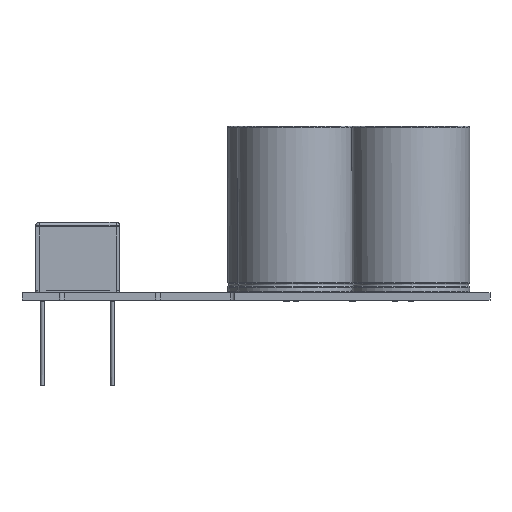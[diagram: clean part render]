
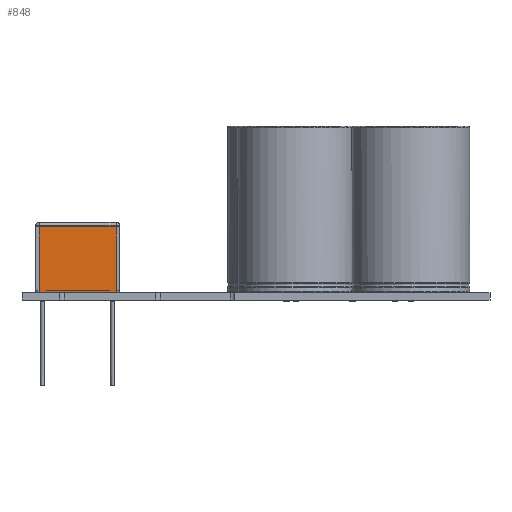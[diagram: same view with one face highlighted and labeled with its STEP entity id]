
A CAD part, left-side view. The second image highlights one B-rep face of the part: STEP entity #848.
In plain terms, the highlighted free-form (B-spline) face has degree [1, 1] with [2, 2] control points.
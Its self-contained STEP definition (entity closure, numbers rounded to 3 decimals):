
#126 = B_SPLINE_SURFACE_WITH_KNOTS('',1,1,(
    (#127,#128)
    ,(#129,#130
  )),.UNSPECIFIED.,.F.,.F.,.F.,(2,2),(2,2),(0.,18.),(0.,8.),
  .PIECEWISE_BEZIER_KNOTS.);
#127 = CARTESIAN_POINT('',(-1.5,-4.,0.));
#128 = CARTESIAN_POINT('',(-1.5,4.,0.));
#129 = CARTESIAN_POINT('',(16.5,-4.,0.));
#130 = CARTESIAN_POINT('',(16.5,4.,0.));
#151 = ( BOUNDED_SURFACE() B_SPLINE_SURFACE(2,1,(
    (#152,#153)
    ,(#154,#155)
,(#156,#157
    )),.UNSPECIFIED.,.F.,.F.,.F.) B_SPLINE_SURFACE_WITH_KNOTS((3,3),(2,2
    ),(4.712,6.283),(0.,14.2),
.PIECEWISE_BEZIER_KNOTS.) GEOMETRIC_REPRESENTATION_ITEM() 
RATIONAL_B_SPLINE_SURFACE((
    (1.,1.)
    ,(0.707,0.707)
,(1.,1.))) REPRESENTATION_ITEM('') SURFACE() );
#152 = CARTESIAN_POINT('',(-0.7,4.,0.));
#153 = CARTESIAN_POINT('',(-0.7,4.,14.2));
#154 = CARTESIAN_POINT('',(-1.5,4.,0.));
#155 = CARTESIAN_POINT('',(-1.5,4.,14.2));
#156 = CARTESIAN_POINT('',(-1.5,3.2,0.));
#157 = CARTESIAN_POINT('',(-1.5,3.2,14.2));
#440 = VERTEX_POINT('',#441);
#441 = CARTESIAN_POINT('',(15.7,4.,0.));
#455 = ( BOUNDED_SURFACE() B_SPLINE_SURFACE(2,1,(
    (#456,#457)
    ,(#458,#459)
,(#460,#461
    )),.UNSPECIFIED.,.F.,.F.,.F.) B_SPLINE_SURFACE_WITH_KNOTS((3,3),(2,2
    ),(0.,1.571),(0.,14.2),.PIECEWISE_BEZIER_KNOTS.) 
GEOMETRIC_REPRESENTATION_ITEM() RATIONAL_B_SPLINE_SURFACE((
    (1.,1.)
    ,(0.707,0.707)
,(1.,1.))) REPRESENTATION_ITEM('') SURFACE() );
#456 = CARTESIAN_POINT('',(16.5,3.2,0.));
#457 = CARTESIAN_POINT('',(16.5,3.2,14.2));
#458 = CARTESIAN_POINT('',(16.5,4.,0.));
#459 = CARTESIAN_POINT('',(16.5,4.,14.2));
#460 = CARTESIAN_POINT('',(15.7,4.,0.));
#461 = CARTESIAN_POINT('',(15.7,4.,14.2));
#469 = EDGE_CURVE('',#470,#440,#472,.T.);
#470 = VERTEX_POINT('',#471);
#471 = CARTESIAN_POINT('',(-0.7,4.,0.));
#472 = SURFACE_CURVE('',#473,(#476,#482),.PCURVE_S1.);
#473 = B_SPLINE_CURVE_WITH_KNOTS('',1,(#474,#475),.UNSPECIFIED.,.F.,.F.,
  (2,2),(0.8,17.2),.PIECEWISE_BEZIER_KNOTS.);
#474 = CARTESIAN_POINT('',(-0.7,4.,0.));
#475 = CARTESIAN_POINT('',(15.7,4.,0.));
#476 = PCURVE('',#126,#477);
#477 = DEFINITIONAL_REPRESENTATION('',(#478),#481);
#478 = B_SPLINE_CURVE_WITH_KNOTS('',1,(#479,#480),.UNSPECIFIED.,.F.,.F.,
  (2,2),(0.8,17.2),.PIECEWISE_BEZIER_KNOTS.);
#479 = CARTESIAN_POINT('',(0.8,8.));
#480 = CARTESIAN_POINT('',(17.2,8.));
#481 = ( GEOMETRIC_REPRESENTATION_CONTEXT(2) 
PARAMETRIC_REPRESENTATION_CONTEXT() REPRESENTATION_CONTEXT('2D SPACE',''
  ) );
#482 = PCURVE('',#483,#488);
#483 = B_SPLINE_SURFACE_WITH_KNOTS('',1,1,(
    (#484,#485)
    ,(#486,#487
    )),.UNSPECIFIED.,.F.,.F.,.F.,(2,2),(2,2),(0.,14.2),(0.8,17.2),
  .PIECEWISE_BEZIER_KNOTS.);
#484 = CARTESIAN_POINT('',(-0.7,4.,0.));
#485 = CARTESIAN_POINT('',(15.7,4.,0.));
#486 = CARTESIAN_POINT('',(-0.7,4.,14.2));
#487 = CARTESIAN_POINT('',(15.7,4.,14.2));
#488 = DEFINITIONAL_REPRESENTATION('',(#489),#492);
#489 = B_SPLINE_CURVE_WITH_KNOTS('',1,(#490,#491),.UNSPECIFIED.,.F.,.F.,
  (2,2),(0.8,17.2),.PIECEWISE_BEZIER_KNOTS.);
#490 = CARTESIAN_POINT('',(0.,0.8));
#491 = CARTESIAN_POINT('',(0.,17.2));
#492 = ( GEOMETRIC_REPRESENTATION_CONTEXT(2) 
PARAMETRIC_REPRESENTATION_CONTEXT() REPRESENTATION_CONTEXT('2D SPACE',''
  ) );
#623 = VERTEX_POINT('',#624);
#624 = CARTESIAN_POINT('',(-0.7,4.,14.2));
#645 = EDGE_CURVE('',#470,#623,#646,.T.);
#646 = SURFACE_CURVE('',#647,(#650,#657),.PCURVE_S1.);
#647 = B_SPLINE_CURVE_WITH_KNOTS('',1,(#648,#649),.UNSPECIFIED.,.F.,.F.,
  (2,2),(0.,14.2),.PIECEWISE_BEZIER_KNOTS.);
#648 = CARTESIAN_POINT('',(-0.7,4.,0.));
#649 = CARTESIAN_POINT('',(-0.7,4.,14.2));
#650 = PCURVE('',#151,#651);
#651 = DEFINITIONAL_REPRESENTATION('',(#652),#656);
#652 = B_SPLINE_CURVE_WITH_KNOTS('',2,(#653,#654,#655),.UNSPECIFIED.,.F.
  ,.F.,(3,3),(0.,14.2),.PIECEWISE_BEZIER_KNOTS.);
#653 = CARTESIAN_POINT('',(4.712,0.));
#654 = CARTESIAN_POINT('',(4.712,7.1));
#655 = CARTESIAN_POINT('',(4.712,14.2));
#656 = ( GEOMETRIC_REPRESENTATION_CONTEXT(2) 
PARAMETRIC_REPRESENTATION_CONTEXT() REPRESENTATION_CONTEXT('2D SPACE',''
  ) );
#657 = PCURVE('',#483,#658);
#658 = DEFINITIONAL_REPRESENTATION('',(#659),#662);
#659 = B_SPLINE_CURVE_WITH_KNOTS('',1,(#660,#661),.UNSPECIFIED.,.F.,.F.,
  (2,2),(0.,14.2),.PIECEWISE_BEZIER_KNOTS.);
#660 = CARTESIAN_POINT('',(0.,0.8));
#661 = CARTESIAN_POINT('',(14.2,0.8));
#662 = ( GEOMETRIC_REPRESENTATION_CONTEXT(2) 
PARAMETRIC_REPRESENTATION_CONTEXT() REPRESENTATION_CONTEXT('2D SPACE',''
  ) );
#763 = ( BOUNDED_SURFACE() B_SPLINE_SURFACE(2,1,(
    (#764,#765)
    ,(#766,#767)
,(#768,#769
    )),.UNSPECIFIED.,.F.,.F.,.F.) B_SPLINE_SURFACE_WITH_KNOTS((3,3),(2,2
    ),(0.,1.571),(0.,16.4),.PIECEWISE_BEZIER_KNOTS.) 
GEOMETRIC_REPRESENTATION_ITEM() RATIONAL_B_SPLINE_SURFACE((
    (1.,1.)
    ,(0.707,0.707)
,(1.,1.))) REPRESENTATION_ITEM('') SURFACE() );
#764 = CARTESIAN_POINT('',(15.7,3.2,15.));
#765 = CARTESIAN_POINT('',(-0.7,3.2,15.));
#766 = CARTESIAN_POINT('',(15.7,4.,15.));
#767 = CARTESIAN_POINT('',(-0.7,4.,15.));
#768 = CARTESIAN_POINT('',(15.7,4.,14.2));
#769 = CARTESIAN_POINT('',(-0.7,4.,14.2));
#848 = ADVANCED_FACE('',(#849),#483,.T.);
#849 = FACE_BOUND('',#850,.T.);
#850 = EDGE_LOOP('',(#851,#852,#873,#892));
#851 = ORIENTED_EDGE('',*,*,#645,.T.);
#852 = ORIENTED_EDGE('',*,*,#853,.F.);
#853 = EDGE_CURVE('',#854,#623,#856,.T.);
#854 = VERTEX_POINT('',#855);
#855 = CARTESIAN_POINT('',(15.7,4.,14.2));
#856 = SURFACE_CURVE('',#857,(#860,#866),.PCURVE_S1.);
#857 = B_SPLINE_CURVE_WITH_KNOTS('',1,(#858,#859),.UNSPECIFIED.,.F.,.F.,
  (2,2),(-0.,16.4),.PIECEWISE_BEZIER_KNOTS.);
#858 = CARTESIAN_POINT('',(15.7,4.,14.2));
#859 = CARTESIAN_POINT('',(-0.7,4.,14.2));
#860 = PCURVE('',#483,#861);
#861 = DEFINITIONAL_REPRESENTATION('',(#862),#865);
#862 = B_SPLINE_CURVE_WITH_KNOTS('',1,(#863,#864),.UNSPECIFIED.,.F.,.F.,
  (2,2),(-0.,16.4),.PIECEWISE_BEZIER_KNOTS.);
#863 = CARTESIAN_POINT('',(14.2,17.2));
#864 = CARTESIAN_POINT('',(14.2,0.8));
#865 = ( GEOMETRIC_REPRESENTATION_CONTEXT(2) 
PARAMETRIC_REPRESENTATION_CONTEXT() REPRESENTATION_CONTEXT('2D SPACE',''
  ) );
#866 = PCURVE('',#763,#867);
#867 = DEFINITIONAL_REPRESENTATION('',(#868),#872);
#868 = B_SPLINE_CURVE_WITH_KNOTS('',2,(#869,#870,#871),.UNSPECIFIED.,.F.
  ,.F.,(3,3),(-0.,16.4),.PIECEWISE_BEZIER_KNOTS.);
#869 = CARTESIAN_POINT('',(1.571,0.));
#870 = CARTESIAN_POINT('',(1.571,8.2));
#871 = CARTESIAN_POINT('',(1.571,16.4));
#872 = ( GEOMETRIC_REPRESENTATION_CONTEXT(2) 
PARAMETRIC_REPRESENTATION_CONTEXT() REPRESENTATION_CONTEXT('2D SPACE',''
  ) );
#873 = ORIENTED_EDGE('',*,*,#874,.F.);
#874 = EDGE_CURVE('',#440,#854,#875,.T.);
#875 = SURFACE_CURVE('',#876,(#879,#885),.PCURVE_S1.);
#876 = B_SPLINE_CURVE_WITH_KNOTS('',1,(#877,#878),.UNSPECIFIED.,.F.,.F.,
  (2,2),(0.,14.2),.PIECEWISE_BEZIER_KNOTS.);
#877 = CARTESIAN_POINT('',(15.7,4.,0.));
#878 = CARTESIAN_POINT('',(15.7,4.,14.2));
#879 = PCURVE('',#483,#880);
#880 = DEFINITIONAL_REPRESENTATION('',(#881),#884);
#881 = B_SPLINE_CURVE_WITH_KNOTS('',1,(#882,#883),.UNSPECIFIED.,.F.,.F.,
  (2,2),(0.,14.2),.PIECEWISE_BEZIER_KNOTS.);
#882 = CARTESIAN_POINT('',(0.,17.2));
#883 = CARTESIAN_POINT('',(14.2,17.2));
#884 = ( GEOMETRIC_REPRESENTATION_CONTEXT(2) 
PARAMETRIC_REPRESENTATION_CONTEXT() REPRESENTATION_CONTEXT('2D SPACE',''
  ) );
#885 = PCURVE('',#455,#886);
#886 = DEFINITIONAL_REPRESENTATION('',(#887),#891);
#887 = B_SPLINE_CURVE_WITH_KNOTS('',2,(#888,#889,#890),.UNSPECIFIED.,.F.
  ,.F.,(3,3),(0.,14.2),.PIECEWISE_BEZIER_KNOTS.);
#888 = CARTESIAN_POINT('',(1.571,0.));
#889 = CARTESIAN_POINT('',(1.571,7.1));
#890 = CARTESIAN_POINT('',(1.571,14.2));
#891 = ( GEOMETRIC_REPRESENTATION_CONTEXT(2) 
PARAMETRIC_REPRESENTATION_CONTEXT() REPRESENTATION_CONTEXT('2D SPACE',''
  ) );
#892 = ORIENTED_EDGE('',*,*,#469,.F.);
